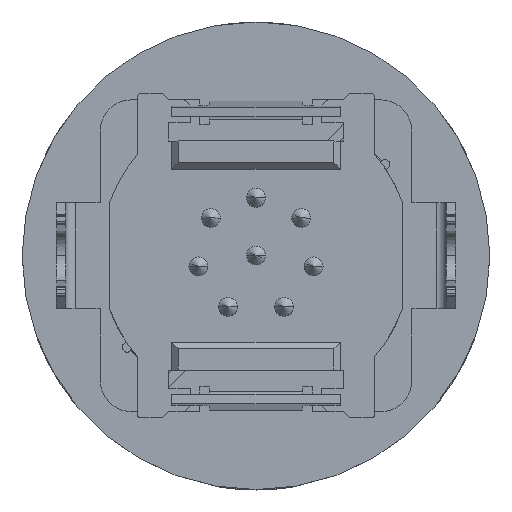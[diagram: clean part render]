
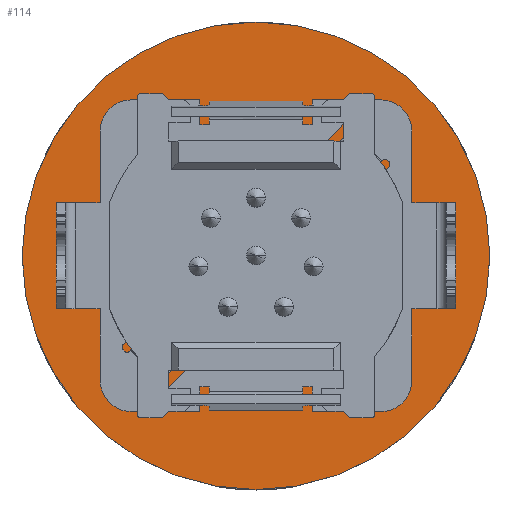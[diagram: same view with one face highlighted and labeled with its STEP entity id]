
A CAD part, top view. The second image highlights one B-rep face of the part: STEP entity #114.
In plain terms, the highlighted planar face has unit normal (0, 0, 1).
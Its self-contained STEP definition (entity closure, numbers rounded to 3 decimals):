
#76=AXIS2_PLACEMENT_3D('Plane Axis2P3D',#73,#74,#75) ;
#80=AXIS2_PLACEMENT_3D('Circle Axis2P3D',#78,#79,$) ;
#89=AXIS2_PLACEMENT_3D('Circle Axis2P3D',#87,#88,$) ;
#98=AXIS2_PLACEMENT_3D('Circle Axis2P3D',#96,#97,$) ;
#107=AXIS2_PLACEMENT_3D('Circle Axis2P3D',#105,#106,$) ;
#73=CARTESIAN_POINT('Axis2P3D Location',(7.5,1.85,12.5)) ;
#78=CARTESIAN_POINT('Axis2P3D Location',(7.5,7.5,12.5)) ;
#82=CARTESIAN_POINT('Vertex',(7.5,0.,12.5)) ;
#84=CARTESIAN_POINT('Vertex',(7.5,15.,12.5)) ;
#87=CARTESIAN_POINT('Axis2P3D Location',(7.5,7.5,12.5)) ;
#96=CARTESIAN_POINT('Axis2P3D Location',(7.5,7.5,12.5)) ;
#100=CARTESIAN_POINT('Vertex',(7.5,11.5,12.5)) ;
#102=CARTESIAN_POINT('Vertex',(7.5,3.5,12.5)) ;
#105=CARTESIAN_POINT('Axis2P3D Location',(7.5,7.5,12.5)) ;
#74=DIRECTION('Axis2P3D Direction',(0.,0.,1.)) ;
#75=DIRECTION('Axis2P3D XDirection',(1.,0.,0.)) ;
#79=DIRECTION('Axis2P3D Direction',(0.,0.,1.)) ;
#88=DIRECTION('Axis2P3D Direction',(0.,0.,1.)) ;
#97=DIRECTION('Axis2P3D Direction',(0.,0.,1.)) ;
#106=DIRECTION('Axis2P3D Direction',(0.,0.,1.)) ;
#93=ORIENTED_EDGE('',*,*,#86,.F.) ;
#94=ORIENTED_EDGE('',*,*,#91,.F.) ;
#111=ORIENTED_EDGE('',*,*,#104,.F.) ;
#112=ORIENTED_EDGE('',*,*,#109,.F.) ;
#113=FACE_BOUND('',#110,.T.) ;
#114=ADVANCED_FACE('V1',(#95,#113),#77,.T.) ;
#81=CIRCLE('generated circle',#80,7.5) ;
#90=CIRCLE('generated circle',#89,7.5) ;
#99=CIRCLE('generated circle',#98,4.) ;
#108=CIRCLE('generated circle',#107,4.) ;
#86=EDGE_CURVE('',#83,#85,#81,.F.) ;
#91=EDGE_CURVE('',#85,#83,#90,.F.) ;
#104=EDGE_CURVE('',#101,#103,#99,.T.) ;
#109=EDGE_CURVE('',#103,#101,#108,.T.) ;
#92=EDGE_LOOP('',(#93,#94)) ;
#110=EDGE_LOOP('',(#111,#112)) ;
#95=FACE_OUTER_BOUND('',#92,.T.) ;
#77=PLANE('',#76) ;
#83=VERTEX_POINT('',#82) ;
#85=VERTEX_POINT('',#84) ;
#101=VERTEX_POINT('',#100) ;
#103=VERTEX_POINT('',#102) ;
